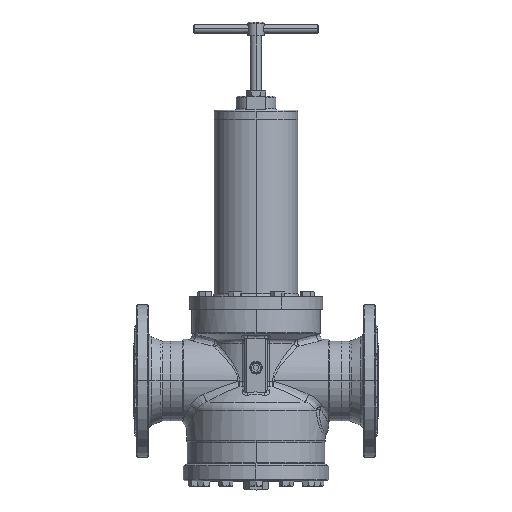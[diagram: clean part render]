
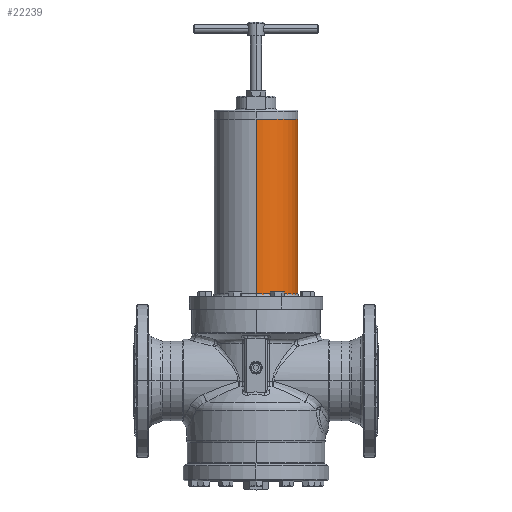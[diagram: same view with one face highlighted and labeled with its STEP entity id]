
A CAD part, top view. The second image highlights one B-rep face of the part: STEP entity #22239.
In plain terms, the highlighted cylindrical face has radius 60.5 mm (diameter 121 mm), a partial arc.
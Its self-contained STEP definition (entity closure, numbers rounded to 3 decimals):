
#591 = LINE ( 'NONE', #16736, #16109 ) ;
#1420 = EDGE_CURVE ( 'NONE', #32173, #26698, #19335, .T. ) ;
#1484 = AXIS2_PLACEMENT_3D ( 'NONE', #10295, #34970, #19763 ) ;
#2835 = VECTOR ( 'NONE', #23121, 1000. ) ;
#3155 = CARTESIAN_POINT ( 'NONE',  ( 0., 121.49, -60.5 ) ) ;
#4201 = CARTESIAN_POINT ( 'NONE',  ( 0., 377.49, -60.5 ) ) ;
#4415 = DIRECTION ( 'NONE',  ( 0., -1., 0. ) ) ;
#5485 = CARTESIAN_POINT ( 'NONE',  ( 0., 121.49, 60.5 ) ) ;
#6014 = CYLINDRICAL_SURFACE ( 'NONE', #22521, 60.5 ) ;
#6797 = VERTEX_POINT ( 'NONE', #10649 ) ;
#7498 = DIRECTION ( 'NONE',  ( 0., -1., 0. ) ) ;
#7549 = DIRECTION ( 'NONE',  ( 0., 0., 1. ) ) ;
#10295 = CARTESIAN_POINT ( 'NONE',  ( 0., 121.49, 0. ) ) ;
#10649 = CARTESIAN_POINT ( 'NONE',  ( 0., 377.49, 60.5 ) ) ;
#12607 = ORIENTED_EDGE ( 'NONE', *, *, #39734, .T. ) ;
#13257 = EDGE_CURVE ( 'NONE', #26698, #20006, #36456, .T. ) ;
#15250 = FACE_OUTER_BOUND ( 'NONE', #28093, .T. ) ;
#16109 = VECTOR ( 'NONE', #7498, 1000. ) ;
#16290 = AXIS2_PLACEMENT_3D ( 'NONE', #20108, #19981, #38966 ) ;
#16736 = CARTESIAN_POINT ( 'NONE',  ( 0., 112.49, 60.5 ) ) ;
#18676 = EDGE_CURVE ( 'NONE', #6797, #20006, #591, .T. ) ;
#19335 = LINE ( 'NONE', #20279, #2835 ) ;
#19763 = DIRECTION ( 'NONE',  ( 0., 0., -1. ) ) ;
#19981 = DIRECTION ( 'NONE',  ( 0., -1., 0. ) ) ;
#20006 = VERTEX_POINT ( 'NONE', #5485 ) ;
#20108 = CARTESIAN_POINT ( 'NONE',  ( 0., 377.49, 0. ) ) ;
#20279 = CARTESIAN_POINT ( 'NONE',  ( 0., 112.49, -60.5 ) ) ;
#20731 = ORIENTED_EDGE ( 'NONE', *, *, #18676, .T. ) ;
#22239 = ADVANCED_FACE ( 'NONE', ( #15250 ), #6014, .T. ) ;
#22521 = AXIS2_PLACEMENT_3D ( 'NONE', #32733, #4415, #7549 ) ;
#23121 = DIRECTION ( 'NONE',  ( 0., -1., 0. ) ) ;
#26698 = VERTEX_POINT ( 'NONE', #3155 ) ;
#27085 = ORIENTED_EDGE ( 'NONE', *, *, #13257, .F. ) ;
#28093 = EDGE_LOOP ( 'NONE', ( #29700, #12607, #20731, #27085 ) ) ;
#29700 = ORIENTED_EDGE ( 'NONE', *, *, #1420, .F. ) ;
#30953 = CIRCLE ( 'NONE', #16290, 60.5 ) ;
#32173 = VERTEX_POINT ( 'NONE', #4201 ) ;
#32733 = CARTESIAN_POINT ( 'NONE',  ( 0., 112.49, 0. ) ) ;
#34970 = DIRECTION ( 'NONE',  ( 0., -1., 0. ) ) ;
#36456 = CIRCLE ( 'NONE', #1484, 60.5 ) ;
#38966 = DIRECTION ( 'NONE',  ( 0., 0., 1. ) ) ;
#39734 = EDGE_CURVE ( 'NONE', #32173, #6797, #30953, .T. ) ;
